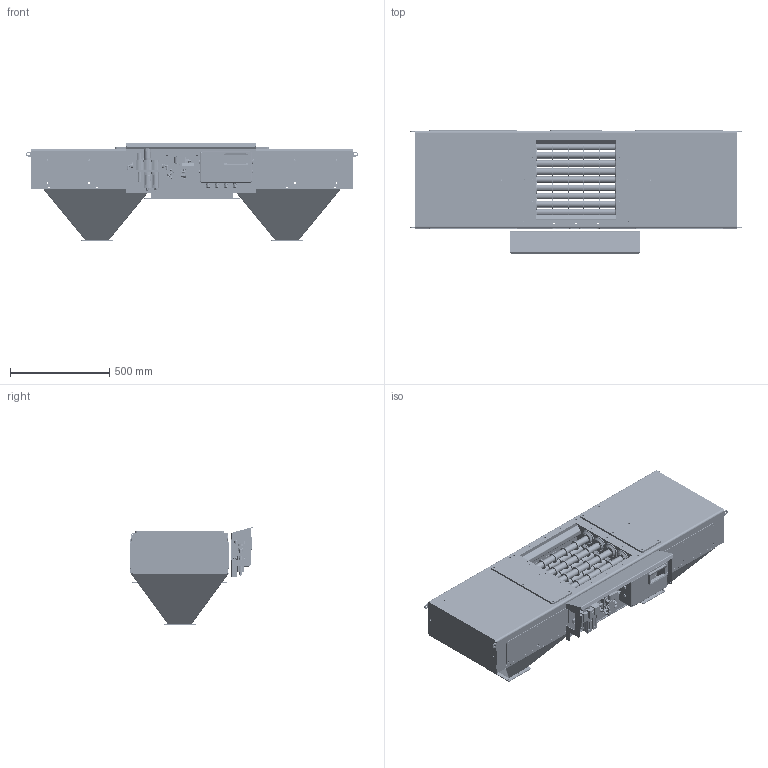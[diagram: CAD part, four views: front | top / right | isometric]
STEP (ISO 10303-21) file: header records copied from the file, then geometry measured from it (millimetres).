
FILE_DESCRIPTION(/* description */ (''),/* implementation_level */ '2;1');
FILE_NAME(/* name */ 'SECC400201 C.stp',/* time_stamp */ '2024-10-02T14:30:27+02:00',/* author */ ('CR'),/* organization */ (''),/* preprocessor_version */ 'ST-DEVELOPER v18.1',/* originating_system */ 'Autodesk Inventor 2021',/* authorisation */ '');
FILE_SCHEMA (('AUTOMOTIVE_DESIGN { 1 0 10303 214 3 1 1 }'));
Products named in the file (1): Part5
Bounding box: 1668.99 x 619.43 x 489.55 mm (x, y, z)
Volume: 21514503.2 mm3; surface area: 11211349 mm2
Topology: 104 solids, 213 shells, 12683 faces, 31351 edges, 20415 vertices
Faces by surface type: plane 5852, cylinder 4193, cone 1032, torus 913, bspline 648, sphere 45
Full cylindrical faces by diameter (mm): 0.1 x720, 2.387 x8, 2.459 x2, 2.5 x2, 2.9 x1, 3 x40, 3.8 x4, 3.9 x4, 4.134 x14, 4.6 x16, 4.917 x2, 5 x81, 5.2 x8, 5.5 x14, 5.8 x3, 5.9 x2, 6 x30, 6.1 x3, 6.5 x22, 6.647 x92, 6.928 x2, 7 x6, 7.4 x4, 7.48 x2, 7.8 x1, 8 x74, 8.5 x8, 8.566 x14, 8.75 x8, 8.9 x2
Entity records: 405471 total; most frequent: CARTESIAN_POINT 84979, DIRECTION 65477, ORIENTED_EDGE 62584, EDGE_CURVE 31292, AXIS2_PLACEMENT_3D 24866, VERTEX_POINT 20407, LINE 15745, VECTOR 15745
